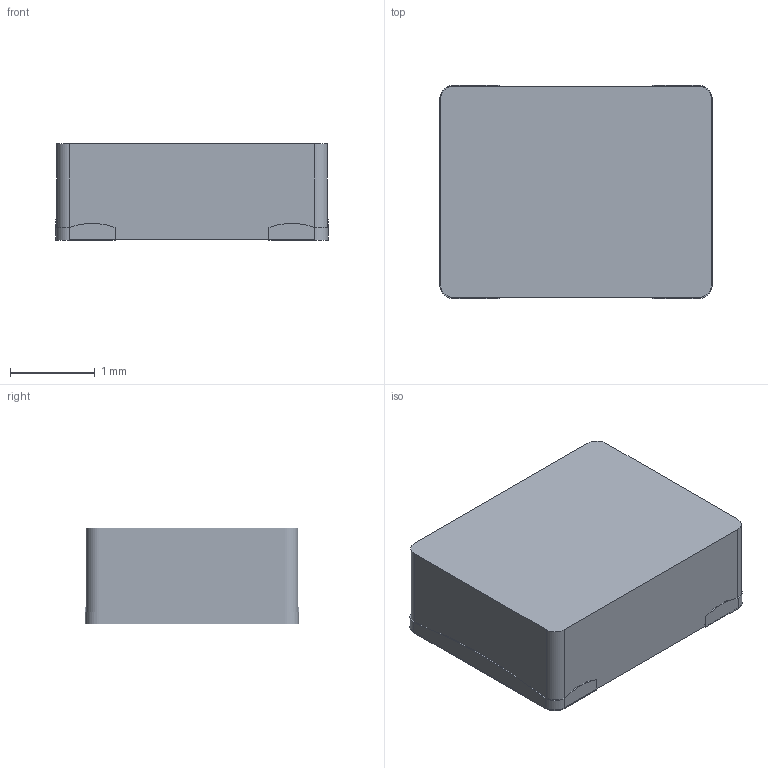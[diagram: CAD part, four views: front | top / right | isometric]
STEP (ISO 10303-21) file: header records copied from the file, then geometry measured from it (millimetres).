
FILE_DESCRIPTION(/* description */ (''),/* implementation_level */ '2;1');
FILE_NAME(/* name */ 'TMIM322512 -侧面PAD带波浪.stp',/* time_stamp */ '2020-12-17T14:23:14+08:00',/* author */ (''),/* organization */ (''),/* preprocessor_version */ 'ST-DEVELOPER v16.7',/* originating_system */ 'SIEMENS PLM Software NX 12.0',/* authorisation */ '');
FILE_SCHEMA (('AUTOMOTIVE_DESIGN { 1 0 10303 214 3 1 1 1 }'));
Length unit declared in the file: millimetre
Products named in the file (1): TMIM322512 -侧面PAD带波浪
Bounding box: 3.22 x 2.52 x 1.14 mm (x, y, z)
Surface area: 89.6 mm2
Topology: 11 solids, 11 shells, 133 faces, 316 edges, 208 vertices
Faces by surface type: plane 87, cylinder 36, bspline 10
Entity records: 10969 total; most frequent: CARTESIAN_POINT 7831, ORIENTED_EDGE 632, DIRECTION 602, EDGE_CURVE 316, LINE 210, VECTOR 210, VERTEX_POINT 208, AXIS2_PLACEMENT_3D 196
